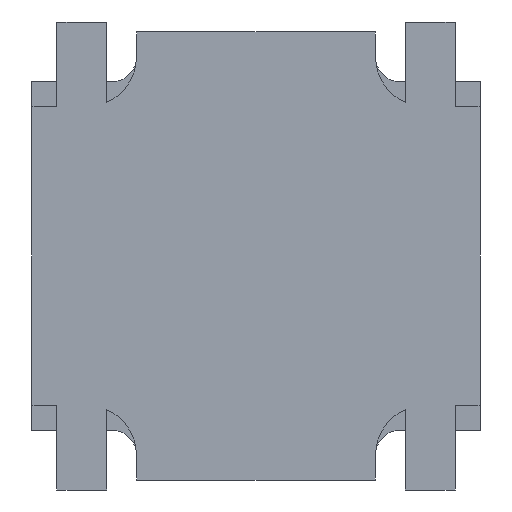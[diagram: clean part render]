
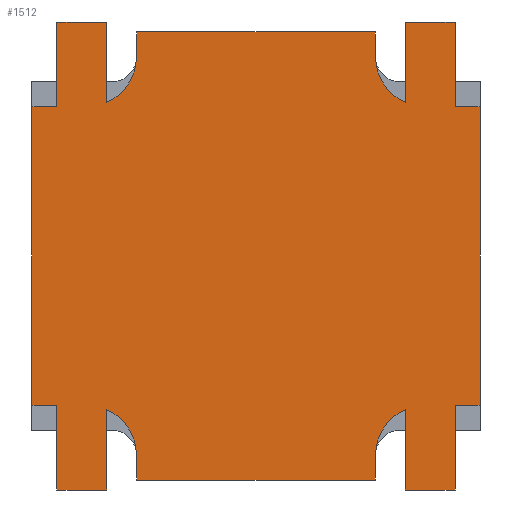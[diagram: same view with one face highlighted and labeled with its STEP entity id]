
A CAD part, front view. The second image highlights one B-rep face of the part: STEP entity #1512.
In plain terms, the highlighted planar face has unit normal (0, -1, 0).
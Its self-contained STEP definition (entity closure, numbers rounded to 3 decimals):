
#39=CIRCLE('',#1571,0.5);
#42=CIRCLE('',#1578,0.5);
#45=CIRCLE('',#1586,0.5);
#48=CIRCLE('',#1593,0.5);
#139=FACE_OUTER_BOUND('',#217,.T.);
#217=EDGE_LOOP('',(#1167,#1168,#1169,#1170,#1171,#1172,#1173,#1174,#1175,
#1176,#1177,#1178,#1179,#1180,#1181,#1182,#1183,#1184,#1185,#1186,#1187,
#1188,#1189,#1190,#1191,#1192,#1193,#1194));
#240=LINE('',#2089,#404);
#244=LINE('',#2096,#408);
#246=LINE('',#2100,#410);
#253=LINE('',#2116,#417);
#257=LINE('',#2123,#421);
#259=LINE('',#2127,#423);
#266=LINE('',#2143,#430);
#270=LINE('',#2150,#434);
#272=LINE('',#2154,#436);
#279=LINE('',#2170,#443);
#283=LINE('',#2177,#447);
#285=LINE('',#2181,#449);
#294=LINE('',#2204,#458);
#301=LINE('',#2224,#465);
#306=LINE('',#2239,#470);
#313=LINE('',#2259,#477);
#364=LINE('',#2420,#528);
#365=LINE('',#2421,#529);
#366=LINE('',#2422,#530);
#367=LINE('',#2424,#531);
#368=LINE('',#2426,#532);
#369=LINE('',#2427,#533);
#370=LINE('',#2428,#534);
#371=LINE('',#2429,#535);
#404=VECTOR('',#1680,10.);
#408=VECTOR('',#1686,10.);
#410=VECTOR('',#1690,10.);
#417=VECTOR('',#1701,10.);
#421=VECTOR('',#1707,10.);
#423=VECTOR('',#1711,10.);
#430=VECTOR('',#1722,10.);
#434=VECTOR('',#1728,10.);
#436=VECTOR('',#1732,10.);
#443=VECTOR('',#1743,10.);
#447=VECTOR('',#1749,10.);
#449=VECTOR('',#1753,10.);
#458=VECTOR('',#1776,10.);
#465=VECTOR('',#1797,10.);
#470=VECTOR('',#1812,10.);
#477=VECTOR('',#1833,10.);
#528=VECTOR('',#1998,10.);
#529=VECTOR('',#1999,10.);
#530=VECTOR('',#2000,10.);
#531=VECTOR('',#2001,10.);
#532=VECTOR('',#2002,10.);
#533=VECTOR('',#2003,10.);
#534=VECTOR('',#2004,10.);
#535=VECTOR('',#2005,10.);
#568=VERTEX_POINT('',#2087);
#569=VERTEX_POINT('',#2088);
#571=VERTEX_POINT('',#2095);
#572=VERTEX_POINT('',#2099);
#578=VERTEX_POINT('',#2114);
#579=VERTEX_POINT('',#2115);
#581=VERTEX_POINT('',#2122);
#582=VERTEX_POINT('',#2126);
#588=VERTEX_POINT('',#2141);
#589=VERTEX_POINT('',#2142);
#591=VERTEX_POINT('',#2149);
#592=VERTEX_POINT('',#2153);
#598=VERTEX_POINT('',#2168);
#599=VERTEX_POINT('',#2169);
#601=VERTEX_POINT('',#2176);
#602=VERTEX_POINT('',#2180);
#608=VERTEX_POINT('',#2198);
#609=VERTEX_POINT('',#2202);
#614=VERTEX_POINT('',#2218);
#615=VERTEX_POINT('',#2222);
#620=VERTEX_POINT('',#2238);
#621=VERTEX_POINT('',#2242);
#626=VERTEX_POINT('',#2258);
#627=VERTEX_POINT('',#2262);
#678=VERTEX_POINT('',#2418);
#679=VERTEX_POINT('',#2419);
#680=VERTEX_POINT('',#2423);
#681=VERTEX_POINT('',#2425);
#702=EDGE_CURVE('',#568,#569,#240,.T.);
#706=EDGE_CURVE('',#569,#571,#244,.T.);
#708=EDGE_CURVE('',#571,#572,#246,.T.);
#715=EDGE_CURVE('',#578,#579,#253,.T.);
#719=EDGE_CURVE('',#579,#581,#257,.T.);
#721=EDGE_CURVE('',#581,#582,#259,.T.);
#728=EDGE_CURVE('',#588,#589,#266,.T.);
#732=EDGE_CURVE('',#589,#591,#270,.T.);
#734=EDGE_CURVE('',#591,#592,#272,.T.);
#741=EDGE_CURVE('',#598,#599,#279,.T.);
#745=EDGE_CURVE('',#599,#601,#283,.T.);
#747=EDGE_CURVE('',#601,#602,#285,.T.);
#756=EDGE_CURVE('',#608,#568,#39,.T.);
#759=EDGE_CURVE('',#572,#609,#294,.T.);
#766=EDGE_CURVE('',#614,#578,#42,.T.);
#769=EDGE_CURVE('',#582,#615,#301,.T.);
#776=EDGE_CURVE('',#620,#588,#306,.T.);
#779=EDGE_CURVE('',#592,#621,#45,.T.);
#786=EDGE_CURVE('',#626,#598,#313,.T.);
#789=EDGE_CURVE('',#602,#627,#48,.T.);
#865=EDGE_CURVE('',#678,#679,#364,.T.);
#866=EDGE_CURVE('',#679,#614,#365,.T.);
#867=EDGE_CURVE('',#615,#620,#366,.T.);
#868=EDGE_CURVE('',#621,#680,#367,.T.);
#869=EDGE_CURVE('',#680,#681,#368,.T.);
#870=EDGE_CURVE('',#681,#608,#369,.T.);
#871=EDGE_CURVE('',#609,#626,#370,.T.);
#872=EDGE_CURVE('',#627,#678,#371,.T.);
#1167=ORIENTED_EDGE('',*,*,#865,.T.);
#1168=ORIENTED_EDGE('',*,*,#866,.T.);
#1169=ORIENTED_EDGE('',*,*,#766,.T.);
#1170=ORIENTED_EDGE('',*,*,#715,.T.);
#1171=ORIENTED_EDGE('',*,*,#719,.T.);
#1172=ORIENTED_EDGE('',*,*,#721,.T.);
#1173=ORIENTED_EDGE('',*,*,#769,.T.);
#1174=ORIENTED_EDGE('',*,*,#867,.T.);
#1175=ORIENTED_EDGE('',*,*,#776,.T.);
#1176=ORIENTED_EDGE('',*,*,#728,.T.);
#1177=ORIENTED_EDGE('',*,*,#732,.T.);
#1178=ORIENTED_EDGE('',*,*,#734,.T.);
#1179=ORIENTED_EDGE('',*,*,#779,.T.);
#1180=ORIENTED_EDGE('',*,*,#868,.T.);
#1181=ORIENTED_EDGE('',*,*,#869,.T.);
#1182=ORIENTED_EDGE('',*,*,#870,.T.);
#1183=ORIENTED_EDGE('',*,*,#756,.T.);
#1184=ORIENTED_EDGE('',*,*,#702,.T.);
#1185=ORIENTED_EDGE('',*,*,#706,.T.);
#1186=ORIENTED_EDGE('',*,*,#708,.T.);
#1187=ORIENTED_EDGE('',*,*,#759,.T.);
#1188=ORIENTED_EDGE('',*,*,#871,.T.);
#1189=ORIENTED_EDGE('',*,*,#786,.T.);
#1190=ORIENTED_EDGE('',*,*,#741,.T.);
#1191=ORIENTED_EDGE('',*,*,#745,.T.);
#1192=ORIENTED_EDGE('',*,*,#747,.T.);
#1193=ORIENTED_EDGE('',*,*,#789,.T.);
#1194=ORIENTED_EDGE('',*,*,#872,.T.);
#1361=PLANE('',#1648);
#1512=ADVANCED_FACE('',(#139),#1361,.T.);
#1571=AXIS2_PLACEMENT_3D('',#2199,#1770,#1771);
#1578=AXIS2_PLACEMENT_3D('',#2219,#1791,#1792);
#1586=AXIS2_PLACEMENT_3D('',#2244,#1817,#1818);
#1593=AXIS2_PLACEMENT_3D('',#2264,#1838,#1839);
#1648=AXIS2_PLACEMENT_3D('',#2417,#1996,#1997);
#1680=DIRECTION('',(0.,0.,1.));
#1686=DIRECTION('',(-1.,0.,0.));
#1690=DIRECTION('',(0.,0.,-1.));
#1701=DIRECTION('',(0.,0.,-1.));
#1707=DIRECTION('',(1.,0.,0.));
#1711=DIRECTION('',(0.,0.,1.));
#1722=DIRECTION('',(0.,0.,1.));
#1728=DIRECTION('',(-1.,0.,0.));
#1732=DIRECTION('',(0.,0.,-1.));
#1743=DIRECTION('',(0.,0.,-1.));
#1749=DIRECTION('',(1.,0.,0.));
#1753=DIRECTION('',(0.,0.,1.));
#1770=DIRECTION('center_axis',(0.,1.,0.));
#1771=DIRECTION('ref_axis',(0.,0.,1.));
#1776=DIRECTION('',(-1.,0.,0.));
#1791=DIRECTION('center_axis',(0.,1.,0.));
#1792=DIRECTION('ref_axis',(0.,0.,-1.));
#1797=DIRECTION('',(1.,0.,0.));
#1812=DIRECTION('',(-1.,0.,0.));
#1817=DIRECTION('center_axis',(0.,1.,0.));
#1818=DIRECTION('ref_axis',(1.,0.,0.));
#1833=DIRECTION('',(1.,0.,0.));
#1838=DIRECTION('center_axis',(0.,1.,0.));
#1839=DIRECTION('ref_axis',(-1.,0.,0.));
#1996=DIRECTION('center_axis',(0.,-1.,0.));
#1997=DIRECTION('ref_axis',(0.,0.,-1.));
#1998=DIRECTION('',(1.,0.,0.));
#1999=DIRECTION('',(0.,0.,1.));
#2000=DIRECTION('',(0.,0.,1.));
#2001=DIRECTION('',(0.,0.,1.));
#2002=DIRECTION('',(-1.,0.,0.));
#2003=DIRECTION('',(0.,0.,-1.));
#2004=DIRECTION('',(0.,0.,-1.));
#2005=DIRECTION('',(0.,0.,-1.));
#2087=CARTESIAN_POINT('',(-1.5,-0.1,1.542));
#2088=CARTESIAN_POINT('',(-1.5,-0.1,2.35));
#2089=CARTESIAN_POINT('',(-1.5,-0.1,1.542));
#2095=CARTESIAN_POINT('',(-2.,-0.1,2.35));
#2096=CARTESIAN_POINT('',(-1.5,-0.1,2.35));
#2099=CARTESIAN_POINT('',(-2.,-0.1,1.5));
#2100=CARTESIAN_POINT('',(-2.,-0.1,2.35));
#2114=CARTESIAN_POINT('',(1.5,-0.1,-1.542));
#2115=CARTESIAN_POINT('',(1.5,-0.1,-2.35));
#2116=CARTESIAN_POINT('',(1.5,-0.1,-1.542));
#2122=CARTESIAN_POINT('',(2.,-0.1,-2.35));
#2123=CARTESIAN_POINT('',(1.5,-0.1,-2.35));
#2126=CARTESIAN_POINT('',(2.,-0.1,-1.5));
#2127=CARTESIAN_POINT('',(2.,-0.1,-2.35));
#2141=CARTESIAN_POINT('',(2.,-0.1,1.5));
#2142=CARTESIAN_POINT('',(2.,-0.1,2.35));
#2143=CARTESIAN_POINT('',(2.,-0.1,1.5));
#2149=CARTESIAN_POINT('',(1.5,-0.1,2.35));
#2150=CARTESIAN_POINT('',(2.,-0.1,2.35));
#2153=CARTESIAN_POINT('',(1.5,-0.1,1.542));
#2154=CARTESIAN_POINT('',(1.5,-0.1,2.35));
#2168=CARTESIAN_POINT('',(-2.,-0.1,-1.5));
#2169=CARTESIAN_POINT('',(-2.,-0.1,-2.35));
#2170=CARTESIAN_POINT('',(-2.,-0.1,-1.5));
#2176=CARTESIAN_POINT('',(-1.5,-0.1,-2.35));
#2177=CARTESIAN_POINT('',(-2.,-0.1,-2.35));
#2180=CARTESIAN_POINT('',(-1.5,-0.1,-1.542));
#2181=CARTESIAN_POINT('',(-1.5,-0.1,-2.35));
#2198=CARTESIAN_POINT('',(-1.2,-0.1,2.));
#2199=CARTESIAN_POINT('Origin',(-1.7,-0.1,2.));
#2202=CARTESIAN_POINT('',(-2.25,-0.1,1.5));
#2204=CARTESIAN_POINT('',(-1.7,-0.1,1.5));
#2218=CARTESIAN_POINT('',(1.2,-0.1,-2.));
#2219=CARTESIAN_POINT('Origin',(1.7,-0.1,-2.));
#2222=CARTESIAN_POINT('',(2.25,-0.1,-1.5));
#2224=CARTESIAN_POINT('',(1.7,-0.1,-1.5));
#2238=CARTESIAN_POINT('',(2.25,-0.1,1.5));
#2239=CARTESIAN_POINT('',(2.25,-0.1,1.5));
#2242=CARTESIAN_POINT('',(1.2,-0.1,2.));
#2244=CARTESIAN_POINT('Origin',(1.7,-0.1,2.));
#2258=CARTESIAN_POINT('',(-2.25,-0.1,-1.5));
#2259=CARTESIAN_POINT('',(-2.25,-0.1,-1.5));
#2262=CARTESIAN_POINT('',(-1.2,-0.1,-2.));
#2264=CARTESIAN_POINT('Origin',(-1.7,-0.1,-2.));
#2417=CARTESIAN_POINT('Origin',(0.,-0.1,0.));
#2418=CARTESIAN_POINT('',(-1.2,-0.1,-2.25));
#2419=CARTESIAN_POINT('',(1.2,-0.1,-2.25));
#2420=CARTESIAN_POINT('',(-1.2,-0.1,-2.25));
#2421=CARTESIAN_POINT('',(1.2,-0.1,-2.25));
#2422=CARTESIAN_POINT('',(2.25,-0.1,-1.75));
#2423=CARTESIAN_POINT('',(1.2,-0.1,2.25));
#2424=CARTESIAN_POINT('',(1.2,-0.1,2.));
#2425=CARTESIAN_POINT('',(-1.2,-0.1,2.25));
#2426=CARTESIAN_POINT('',(1.2,-0.1,2.25));
#2427=CARTESIAN_POINT('',(-1.2,-0.1,2.25));
#2428=CARTESIAN_POINT('',(-2.25,-0.1,1.75));
#2429=CARTESIAN_POINT('',(-1.2,-0.1,-2.));
